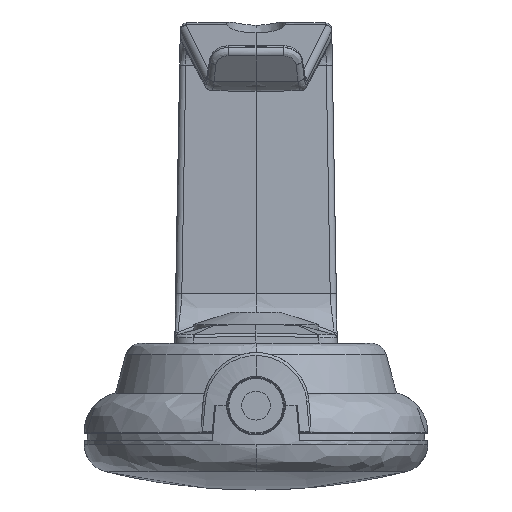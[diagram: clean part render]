
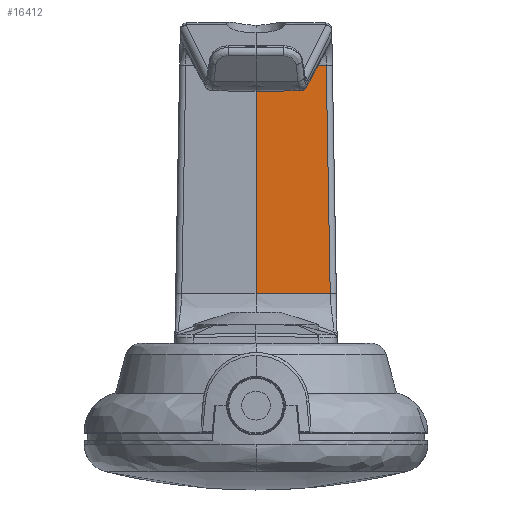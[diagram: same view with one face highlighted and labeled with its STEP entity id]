
A CAD part, left-side view. The second image highlights one B-rep face of the part: STEP entity #16412.
In plain terms, the highlighted planar face has unit normal (-1, -0.018, 0).
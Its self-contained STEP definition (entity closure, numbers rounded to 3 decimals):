
#2844 = EDGE_CURVE ( 'NONE', #5332, #5333, #9319, .T. ) ;
#2937 = AXIS2_PLACEMENT_3D ( 'NONE', #17954, #17960, #17961 ) ;
#5332 = VERTEX_POINT ( 'NONE', #12471 ) ;
#5333 = VERTEX_POINT ( 'NONE', #12472 ) ;
#5431 = VERTEX_POINT ( 'NONE', #12567 ) ;
#5433 = VERTEX_POINT ( 'NONE', #12569 ) ;
#7400 = EDGE_LOOP ( 'NONE', ( #9069, #9070, #9071, #9072 ) ) ;
#9069 = ORIENTED_EDGE ( 'NONE', *, *, #2844, .F. ) ;
#9070 = ORIENTED_EDGE ( 'NONE', *, *, #17418, .T. ) ;
#9071 = ORIENTED_EDGE ( 'NONE', *, *, #17339, .F. ) ;
#9072 = ORIENTED_EDGE ( 'NONE', *, *, #17526, .F. ) ;
#9319 = LINE ( 'NONE', #10147, #9326 ) ;
#9326 = VECTOR ( 'NONE', #10151, 1000. ) ;
#10147 = CARTESIAN_POINT ( 'NONE',  ( 32.606, -11.878, 22.49 ) ) ;
#10151 = DIRECTION ( 'NONE',  ( 0., -0.017, -1. ) ) ;
#12471 = CARTESIAN_POINT ( 'NONE',  ( 32.595, -11.241, 58.99 ) ) ;
#12472 = CARTESIAN_POINT ( 'NONE',  ( 32.606, -11.878, 22.49 ) ) ;
#12567 = CARTESIAN_POINT ( 'NONE',  ( 32.399, 0., 58.99 ) ) ;
#12569 = CARTESIAN_POINT ( 'NONE',  ( 32.399, 0., 22.49 ) ) ;
#13367 = LINE ( 'NONE', #14377, #13369 ) ;
#13369 = VECTOR ( 'NONE', #14373, 1000. ) ;
#13467 = LINE ( 'NONE', #14714, #13470 ) ;
#13470 = VECTOR ( 'NONE', #14716, 1000. ) ;
#13578 = LINE ( 'NONE', #15629, #13581 ) ;
#13581 = VECTOR ( 'NONE', #15631, 1000. ) ;
#14373 = DIRECTION ( 'NONE',  ( 0., 0., 1. ) ) ;
#14377 = CARTESIAN_POINT ( 'NONE',  ( 32.399, 0., 20.659 ) ) ;
#14714 = CARTESIAN_POINT ( 'NONE',  ( 8742.476, -499000., 58.99 ) ) ;
#14716 = DIRECTION ( 'NONE',  ( -0.017, 1., 0. ) ) ;
#15629 = CARTESIAN_POINT ( 'NONE',  ( 32.399, 0., 22.49 ) ) ;
#15631 = DIRECTION ( 'NONE',  ( -0.017, 1., 0. ) ) ;
#16412 = ADVANCED_FACE ( 'NONE', ( #19573 ), #17958, .F. ) ;
#17339 = EDGE_CURVE ( 'NONE', #5433, #5431, #13367, .T. ) ;
#17418 = EDGE_CURVE ( 'NONE', #5332, #5431, #13467, .T. ) ;
#17526 = EDGE_CURVE ( 'NONE', #5333, #5433, #13578, .T. ) ;
#17954 = CARTESIAN_POINT ( 'NONE',  ( 32.399, 0., 20.659 ) ) ;
#17958 = PLANE ( 'NONE',  #2937 ) ;
#17960 = DIRECTION ( 'NONE',  ( 1., 0.017, 0. ) ) ;
#17961 = DIRECTION ( 'NONE',  ( -0.017, 1., 0. ) ) ;
#19573 = FACE_OUTER_BOUND ( 'NONE', #7400, .T. ) ;
